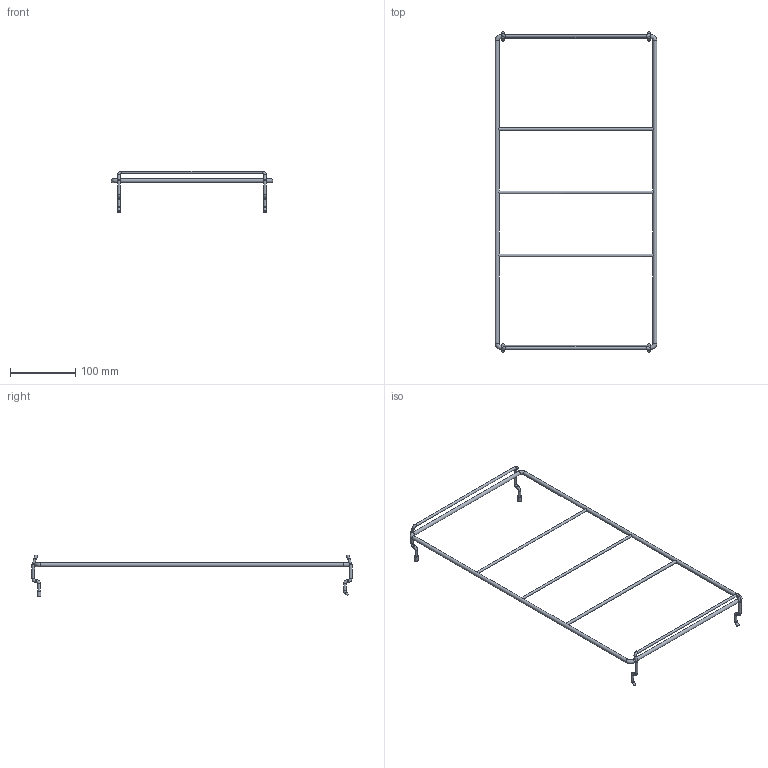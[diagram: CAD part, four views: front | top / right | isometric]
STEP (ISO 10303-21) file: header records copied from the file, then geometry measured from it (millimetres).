
FILE_DESCRIPTION(/* description */ (''),/* implementation_level */ '2;1');
FILE_NAME(/* name */ '3D_200-2601-XX.sat.ipt.stp',/* time_stamp */ '2023-03-15T10:07:16+01:00',/* author */ (''),/* organization */ (''),/* preprocessor_version */ 'ST-DEVELOPER v18.1',/* originating_system */ 'Autodesk Inventor 2021',/* authorisation */ '');
FILE_SCHEMA (('CONFIG_CONTROL_DESIGN'));
Length unit declared in the file: millimetre
Products named in the file (1): 3D_200-2601-XX.sat
Bounding box: 248 x 490.99 x 64.3 mm (x, y, z)
Volume: 58433.5 mm3; surface area: 44879.5 mm2
Topology: 3 solids, 3 shells, 57 faces, 161 edges, 102 vertices
Faces by surface type: cylinder 29, torus 22, plane 4, sphere 2
Full cylindrical faces by diameter (mm): 4 x23, 5.6 x2, 6 x4
Entity records: 2261 total; most frequent: CARTESIAN_POINT 541, DIRECTION 383, ORIENTED_EDGE 326, AXIS2_PLACEMENT_3D 174, EDGE_CURVE 163, CIRCLE 116, VERTEX_POINT 110, EDGE_LOOP 63
